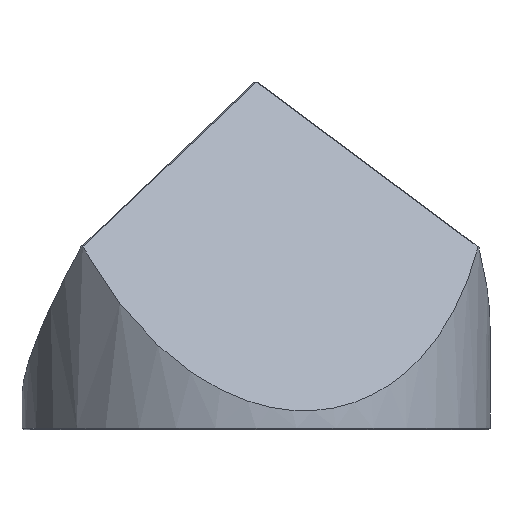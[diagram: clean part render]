
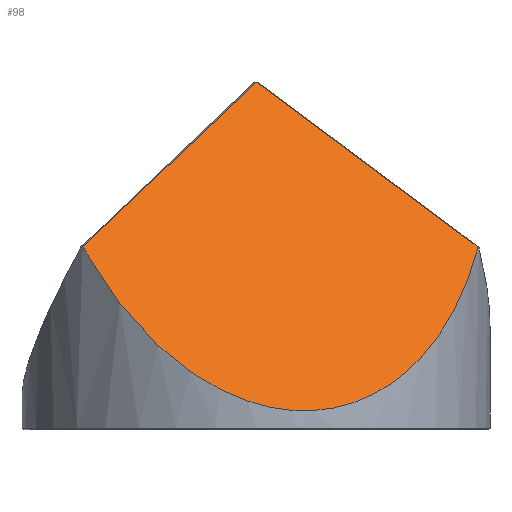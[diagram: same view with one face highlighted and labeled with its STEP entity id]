
A CAD part, front view. The second image highlights one B-rep face of the part: STEP entity #98.
In plain terms, the highlighted planar face has unit normal (0.168, -0.799, 0.577).
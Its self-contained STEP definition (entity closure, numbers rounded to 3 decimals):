
#23 = VERTEX_POINT ( 'NONE', #193 ) ;
#27 = PLANE ( 'NONE',  #314 ) ;
#33 =( BOUNDED_CURVE ( )  B_SPLINE_CURVE ( 3, ( #253, #279, #310, #79 ),
 .UNSPECIFIED., .F., .F. ) 
 B_SPLINE_CURVE_WITH_KNOTS ( ( 4, 4 ),
 ( 5.242, 7.325 ),
 .UNSPECIFIED. ) 
 CURVE ( )  GEOMETRIC_REPRESENTATION_ITEM ( )  RATIONAL_B_SPLINE_CURVE ( ( 1., 0.67, 0.67, 1. ) ) 
 REPRESENTATION_ITEM ( '' )  );
#54 = DIRECTION ( 'NONE',  ( 0.168, -0.799, 0.577 ) ) ;
#76 = EDGE_CURVE ( 'NONE', #309, #303, #33, .T. ) ;
#77 = CARTESIAN_POINT ( 'NONE',  ( 8.444, -2.834, 12.596 ) ) ;
#79 = CARTESIAN_POINT ( 'NONE',  ( 12.049, -4.013, 9.914 ) ) ;
#80 = ORIENTED_EDGE ( 'NONE', *, *, #76, .T. ) ;
#98 = ADVANCED_FACE ( 'NONE', ( #227 ), #27, .T. ) ;
#100 = EDGE_LOOP ( 'NONE', ( #359, #205, #80 ) ) ;
#101 = CARTESIAN_POINT ( 'NONE',  ( -9.405, -8.534, 9.914 ) ) ;
#107 = CARTESIAN_POINT ( 'NONE',  ( 1.845, -8.755, 6.327 ) ) ;
#135 = EDGE_CURVE ( 'NONE', #23, #309, #362, .T. ) ;
#137 = DIRECTION ( 'NONE',  ( -0.608, -0.545, -0.577 ) ) ;
#139 = VECTOR ( 'NONE', #137, 1000. ) ;
#142 = DIRECTION ( 'NONE',  ( 0., -0.586, -0.811 ) ) ;
#164 = LINE ( 'NONE', #77, #278 ) ;
#172 = CARTESIAN_POINT ( 'NONE',  ( -6.582, -6.001, 12.596 ) ) ;
#193 = CARTESIAN_POINT ( 'NONE',  ( 0.017, -0.08, 18.865 ) ) ;
#205 = ORIENTED_EDGE ( 'NONE', *, *, #135, .T. ) ;
#210 = CARTESIAN_POINT ( 'NONE',  ( 12.049, -4.013, 9.914 ) ) ;
#227 = FACE_OUTER_BOUND ( 'NONE', #100, .T. ) ;
#253 = CARTESIAN_POINT ( 'NONE',  ( -9.405, -8.534, 9.914 ) ) ;
#278 = VECTOR ( 'NONE', #323, 1000. ) ;
#279 = CARTESIAN_POINT ( 'NONE',  ( -2.074, -16.614, -3.406 ) ) ;
#303 = VERTEX_POINT ( 'NONE', #210 ) ;
#309 = VERTEX_POINT ( 'NONE', #101 ) ;
#310 = CARTESIAN_POINT ( 'NONE',  ( 8.602, -14.364, -3.406 ) ) ;
#314 = AXIS2_PLACEMENT_3D ( 'NONE', #107, #54, #142 ) ;
#323 = DIRECTION ( 'NONE',  ( -0.776, 0.254, 0.577 ) ) ;
#345 = EDGE_CURVE ( 'NONE', #303, #23, #164, .T. ) ;
#359 = ORIENTED_EDGE ( 'NONE', *, *, #345, .T. ) ;
#362 = LINE ( 'NONE', #172, #139 ) ;
